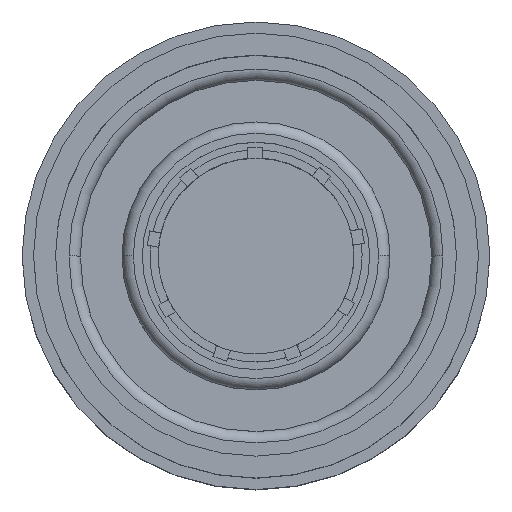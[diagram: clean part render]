
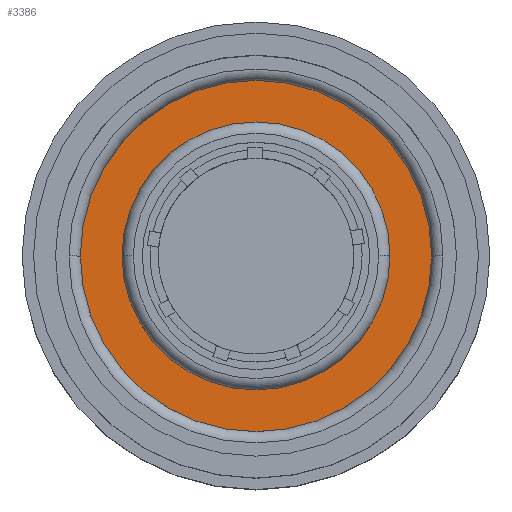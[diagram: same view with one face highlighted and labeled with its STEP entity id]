
A CAD part, top view. The second image highlights one B-rep face of the part: STEP entity #3386.
In plain terms, the highlighted planar face has unit normal (0, 0, 1).
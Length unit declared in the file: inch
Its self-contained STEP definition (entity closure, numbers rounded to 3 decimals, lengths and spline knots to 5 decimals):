
#51 = VERTEX_POINT ( 'NONE', #2656 ) ;
#74 = VERTEX_POINT ( 'NONE', #2633 ) ;
#110 = VERTEX_POINT ( 'NONE', #2597 ) ;
#169 = VERTEX_POINT ( 'NONE', #2538 ) ;
#459 = CIRCLE ( 'NONE', #784, 0.30989 ) ;
#460 = CIRCLE ( 'NONE', #785, 0.2364 ) ;
#688 = FACE_BOUND ( 'NONE', #1638, .T. ) ;
#691 = FACE_OUTER_BOUND ( 'NONE', #1647, .T. ) ;
#755 = AXIS2_PLACEMENT_3D ( 'NONE', #3030, #3008, #3017 ) ;
#784 = AXIS2_PLACEMENT_3D ( 'NONE', #3297, #3296, #3294 ) ;
#785 = AXIS2_PLACEMENT_3D ( 'NONE', #3298, #3300, #3295 ) ;
#879 = AXIS2_PLACEMENT_3D ( 'NONE', #2196, #2195, #2194 ) ;
#881 = AXIS2_PLACEMENT_3D ( 'NONE', #2205, #2204, #2203 ) ;
#966 = EDGE_CURVE ( 'NONE', #74, #169, #2013, .T. ) ;
#969 = EDGE_CURVE ( 'NONE', #51, #110, #2010, .T. ) ;
#1189 = EDGE_CURVE ( 'NONE', #169, #74, #460, .T. ) ;
#1190 = EDGE_CURVE ( 'NONE', #110, #51, #459, .T. ) ;
#1557 = ORIENTED_EDGE ( 'NONE', *, *, #1189, .F. ) ;
#1569 = ORIENTED_EDGE ( 'NONE', *, *, #1190, .T. ) ;
#1622 = ORIENTED_EDGE ( 'NONE', *, *, #969, .T. ) ;
#1638 = EDGE_LOOP ( 'NONE', ( #1775, #1557 ) ) ;
#1647 = EDGE_LOOP ( 'NONE', ( #1622, #1569 ) ) ;
#1775 = ORIENTED_EDGE ( 'NONE', *, *, #966, .F. ) ;
#2010 = CIRCLE ( 'NONE', #879, 0.30989 ) ;
#2013 = CIRCLE ( 'NONE', #881, 0.2364 ) ;
#2194 = DIRECTION ( 'NONE',  ( 1., 0., 0. ) ) ;
#2195 = DIRECTION ( 'NONE',  ( 0., 0., 1. ) ) ;
#2196 = CARTESIAN_POINT ( 'NONE',  ( 0., 0., 1.08811 ) ) ;
#2203 = DIRECTION ( 'NONE',  ( 1., 0., 0. ) ) ;
#2204 = DIRECTION ( 'NONE',  ( 0., 0., 1. ) ) ;
#2205 = CARTESIAN_POINT ( 'NONE',  ( 0., 0., 1.08811 ) ) ;
#2538 = CARTESIAN_POINT ( 'NONE',  ( -0.2364, 0., 1.08811 ) ) ;
#2597 = CARTESIAN_POINT ( 'NONE',  ( -0.30989, 0., 1.08811 ) ) ;
#2633 = CARTESIAN_POINT ( 'NONE',  ( 0.2364, 0., 1.08811 ) ) ;
#2656 = CARTESIAN_POINT ( 'NONE',  ( 0.30989, 0., 1.08811 ) ) ;
#3008 = DIRECTION ( 'NONE',  ( 0., 0., 1. ) ) ;
#3017 = DIRECTION ( 'NONE',  ( 1., 0., 0. ) ) ;
#3024 = PLANE ( 'NONE',  #755 ) ;
#3030 = CARTESIAN_POINT ( 'NONE',  ( -0.30989, 0., 1.08811 ) ) ;
#3294 = DIRECTION ( 'NONE',  ( 1., 0., 0. ) ) ;
#3295 = DIRECTION ( 'NONE',  ( 1., 0., 0. ) ) ;
#3296 = DIRECTION ( 'NONE',  ( 0., 0., 1. ) ) ;
#3297 = CARTESIAN_POINT ( 'NONE',  ( 0., 0., 1.08811 ) ) ;
#3298 = CARTESIAN_POINT ( 'NONE',  ( 0., 0., 1.08811 ) ) ;
#3300 = DIRECTION ( 'NONE',  ( 0., 0., 1. ) ) ;
#3386 = ADVANCED_FACE ( 'NONE', ( #691, #688 ), #3024, .T. ) ;
